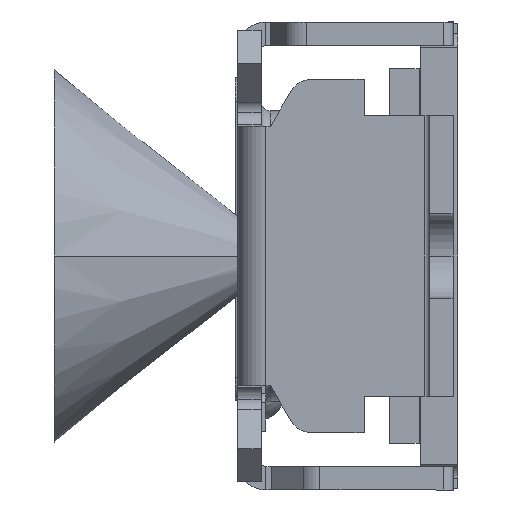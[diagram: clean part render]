
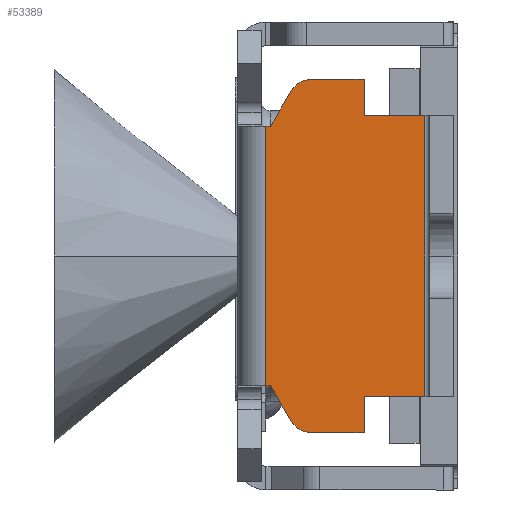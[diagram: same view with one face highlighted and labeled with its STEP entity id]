
A CAD part, left-side view. The second image highlights one B-rep face of the part: STEP entity #53389.
In plain terms, the highlighted planar face has unit normal (-1, 0, 0).
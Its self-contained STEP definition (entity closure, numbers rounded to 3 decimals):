
#97 = VECTOR ( 'NONE', #61778, 1000. ) ;
#117 = DIRECTION ( 'NONE',  ( 0., 0.862, 0.507 ) ) ;
#276 = EDGE_CURVE ( 'NONE', #19756, #60328, #90021, .T. ) ;
#1089 = VERTEX_POINT ( 'NONE', #29456 ) ;
#1622 = LINE ( 'NONE', #39528, #11277 ) ;
#1758 = AXIS2_PLACEMENT_3D ( 'NONE', #67527, #98216, #99213 ) ;
#2145 = VECTOR ( 'NONE', #73253, 1000. ) ;
#5985 = LINE ( 'NONE', #55369, #82616 ) ;
#6977 = CARTESIAN_POINT ( 'NONE',  ( -34.425, -2.775, -0.7 ) ) ;
#7044 = EDGE_CURVE ( 'NONE', #52889, #49782, #14966, .T. ) ;
#7658 = EDGE_CURVE ( 'NONE', #81718, #35271, #69971, .T. ) ;
#8312 = DIRECTION ( 'NONE',  ( 0., 1., 0. ) ) ;
#9242 = LINE ( 'NONE', #44487, #74050 ) ;
#11277 = VECTOR ( 'NONE', #54264, 1000. ) ;
#11977 = CARTESIAN_POINT ( 'NONE',  ( -34.425, 3.775, -2.7 ) ) ;
#12138 = DIRECTION ( 'NONE',  ( 0., 0., 1. ) ) ;
#13129 = ORIENTED_EDGE ( 'NONE', *, *, #66287, .T. ) ;
#13822 = CARTESIAN_POINT ( 'NONE',  ( -34.425, -3., -4. ) ) ;
#14040 = CARTESIAN_POINT ( 'NONE',  ( -34.425, -3., -1.574 ) ) ;
#14966 = LINE ( 'NONE', #81830, #31783 ) ;
#15412 = DIRECTION ( 'NONE',  ( 0., -1., 0. ) ) ;
#17864 = ORIENTED_EDGE ( 'NONE', *, *, #61687, .T. ) ;
#18156 = VECTOR ( 'NONE', #12138, 1000. ) ;
#19756 = VERTEX_POINT ( 'NONE', #6977 ) ;
#21421 = CARTESIAN_POINT ( 'NONE',  ( -34.425, 3., -2.7 ) ) ;
#22149 = EDGE_CURVE ( 'NONE', #96979, #19756, #66317, .T. ) ;
#22834 = ORIENTED_EDGE ( 'NONE', *, *, #37414, .T. ) ;
#24261 = CARTESIAN_POINT ( 'NONE',  ( -34.425, -3., -4. ) ) ;
#26387 = PLANE ( 'NONE',  #75446 ) ;
#27182 = CARTESIAN_POINT ( 'NONE',  ( -34.425, -2.775, -1.574 ) ) ;
#28125 = CARTESIAN_POINT ( 'NONE',  ( -34.425, 2.775, -1.574 ) ) ;
#28780 = ORIENTED_EDGE ( 'NONE', *, *, #63717, .T. ) ;
#28917 = DIRECTION ( 'NONE',  ( 0., 1., 0. ) ) ;
#29434 = VERTEX_POINT ( 'NONE', #68916 ) ;
#29456 = CARTESIAN_POINT ( 'NONE',  ( -34.425, 3.775, -1.574 ) ) ;
#30513 = CARTESIAN_POINT ( 'NONE',  ( -34.425, -3.775, -1.574 ) ) ;
#31783 = VECTOR ( 'NONE', #48904, 1000. ) ;
#33338 = ORIENTED_EDGE ( 'NONE', *, *, #60068, .T. ) ;
#33548 = CARTESIAN_POINT ( 'NONE',  ( -34.425, 3.275, -1.574 ) ) ;
#33569 = ORIENTED_EDGE ( 'NONE', *, *, #43579, .T. ) ;
#35271 = VERTEX_POINT ( 'NONE', #48028 ) ;
#36391 = CARTESIAN_POINT ( 'NONE',  ( -34.425, -3.275, -1.574 ) ) ;
#37414 = EDGE_CURVE ( 'NONE', #1089, #66562, #5985, .T. ) ;
#38364 = CARTESIAN_POINT ( 'NONE',  ( -34.425, -3.775, -2.7 ) ) ;
#38565 = VERTEX_POINT ( 'NONE', #30513 ) ;
#39528 = CARTESIAN_POINT ( 'NONE',  ( -34.425, -3.275, -2.7 ) ) ;
#43005 = LINE ( 'NONE', #87634, #2145 ) ;
#43579 = EDGE_CURVE ( 'NONE', #44550, #38565, #43005, .T. ) ;
#44487 = CARTESIAN_POINT ( 'NONE',  ( -34.425, -3.275, -0.6 ) ) ;
#44550 = VERTEX_POINT ( 'NONE', #38364 ) ;
#44728 = VERTEX_POINT ( 'NONE', #24261 ) ;
#45319 = EDGE_CURVE ( 'NONE', #29434, #44550, #1622, .T. ) ;
#48028 = CARTESIAN_POINT ( 'NONE',  ( -34.425, 2.775, -0.7 ) ) ;
#48885 = ORIENTED_EDGE ( 'NONE', *, *, #98528, .T. ) ;
#48904 = DIRECTION ( 'NONE',  ( 0., 0., -1. ) ) ;
#49782 = VERTEX_POINT ( 'NONE', #89969 ) ;
#49807 = VECTOR ( 'NONE', #28917, 1000. ) ;
#50022 = DIRECTION ( 'NONE',  ( 0., 0., -1. ) ) ;
#52581 = ORIENTED_EDGE ( 'NONE', *, *, #45319, .T. ) ;
#52889 = VERTEX_POINT ( 'NONE', #21421 ) ;
#53166 = DIRECTION ( 'NONE',  ( 0., 0., 1. ) ) ;
#53389 = ADVANCED_FACE ( 'NONE', ( #88373 ), #26387, .T. ) ;
#54264 = DIRECTION ( 'NONE',  ( 0., -1., 0. ) ) ;
#55369 = CARTESIAN_POINT ( 'NONE',  ( -34.425, 3.775, -1.574 ) ) ;
#55582 = VECTOR ( 'NONE', #81669, 1000. ) ;
#57092 = LINE ( 'NONE', #14040, #87109 ) ;
#57978 = LINE ( 'NONE', #60922, #69948 ) ;
#60068 = EDGE_CURVE ( 'NONE', #44728, #29434, #57092, .T. ) ;
#60328 = VERTEX_POINT ( 'NONE', #93621 ) ;
#60341 = CARTESIAN_POINT ( 'NONE',  ( -34.425, -3.529, -1.143 ) ) ;
#60855 = EDGE_CURVE ( 'NONE', #44728, #49782, #89300, .T. ) ;
#60922 = CARTESIAN_POINT ( 'NONE',  ( -34.425, -3.275, -2.7 ) ) ;
#61687 = EDGE_CURVE ( 'NONE', #66562, #52889, #57978, .T. ) ;
#61778 = DIRECTION ( 'NONE',  ( 0., 0.862, -0.507 ) ) ;
#61907 = VERTEX_POINT ( 'NONE', #86721 ) ;
#63717 = EDGE_CURVE ( 'NONE', #61907, #1089, #71986, .T. ) ;
#64312 = DIRECTION ( 'NONE',  ( 0., 0., 1. ) ) ;
#64517 = ORIENTED_EDGE ( 'NONE', *, *, #7658, .T. ) ;
#65367 = ORIENTED_EDGE ( 'NONE', *, *, #22149, .T. ) ;
#66250 = DIRECTION ( 'NONE',  ( -1., 0., 0. ) ) ;
#66287 = EDGE_CURVE ( 'NONE', #60328, #81718, #9242, .T. ) ;
#66317 = LINE ( 'NONE', #60341, #72336 ) ;
#66562 = VERTEX_POINT ( 'NONE', #11977 ) ;
#67527 = CARTESIAN_POINT ( 'NONE',  ( -34.425, -3.275, -1.574 ) ) ;
#68673 = CIRCLE ( 'NONE', #1758, 0.5 ) ;
#68916 = CARTESIAN_POINT ( 'NONE',  ( -34.425, -3., -2.7 ) ) ;
#69445 = AXIS2_PLACEMENT_3D ( 'NONE', #33548, #80015, #64312 ) ;
#69948 = VECTOR ( 'NONE', #15412, 1000. ) ;
#69971 = LINE ( 'NONE', #28125, #55582 ) ;
#70829 = ORIENTED_EDGE ( 'NONE', *, *, #60855, .F. ) ;
#71986 = CIRCLE ( 'NONE', #69445, 0.5 ) ;
#72336 = VECTOR ( 'NONE', #117, 1000. ) ;
#73253 = DIRECTION ( 'NONE',  ( 0., 0., 1. ) ) ;
#74050 = VECTOR ( 'NONE', #8312, 1000. ) ;
#75446 = AXIS2_PLACEMENT_3D ( 'NONE', #36391, #66250, #89928 ) ;
#76788 = LINE ( 'NONE', #98940, #97 ) ;
#79068 = CARTESIAN_POINT ( 'NONE',  ( -34.425, -3.529, -1.143 ) ) ;
#80015 = DIRECTION ( 'NONE',  ( -1., 0., 0. ) ) ;
#81669 = DIRECTION ( 'NONE',  ( 0., 0., -1. ) ) ;
#81718 = VERTEX_POINT ( 'NONE', #89494 ) ;
#81830 = CARTESIAN_POINT ( 'NONE',  ( -34.425, 3., -1.574 ) ) ;
#82616 = VECTOR ( 'NONE', #50022, 1000. ) ;
#83154 = EDGE_LOOP ( 'NONE', ( #98011, #70829, #33338, #52581, #33569, #84414, #65367, #87214, #13129, #64517, #48885, #28780, #22834, #17864 ) ) ;
#84414 = ORIENTED_EDGE ( 'NONE', *, *, #97530, .T. ) ;
#86721 = CARTESIAN_POINT ( 'NONE',  ( -34.425, 3.529, -1.143 ) ) ;
#87109 = VECTOR ( 'NONE', #53166, 1000. ) ;
#87214 = ORIENTED_EDGE ( 'NONE', *, *, #276, .T. ) ;
#87634 = CARTESIAN_POINT ( 'NONE',  ( -34.425, -3.775, -1.574 ) ) ;
#88373 = FACE_OUTER_BOUND ( 'NONE', #83154, .T. ) ;
#89300 = LINE ( 'NONE', #13822, #49807 ) ;
#89494 = CARTESIAN_POINT ( 'NONE',  ( -34.425, 2.775, -0.6 ) ) ;
#89928 = DIRECTION ( 'NONE',  ( 0., 0., 1. ) ) ;
#89969 = CARTESIAN_POINT ( 'NONE',  ( -34.425, 3., -4. ) ) ;
#90021 = LINE ( 'NONE', #27182, #18156 ) ;
#93621 = CARTESIAN_POINT ( 'NONE',  ( -34.425, -2.775, -0.6 ) ) ;
#96979 = VERTEX_POINT ( 'NONE', #79068 ) ;
#97530 = EDGE_CURVE ( 'NONE', #38565, #96979, #68673, .T. ) ;
#98011 = ORIENTED_EDGE ( 'NONE', *, *, #7044, .T. ) ;
#98216 = DIRECTION ( 'NONE',  ( -1., 0., 0. ) ) ;
#98528 = EDGE_CURVE ( 'NONE', #35271, #61907, #76788, .T. ) ;
#98940 = CARTESIAN_POINT ( 'NONE',  ( -34.425, -1.337, 1.719 ) ) ;
#99213 = DIRECTION ( 'NONE',  ( 0., 0., 1. ) ) ;
